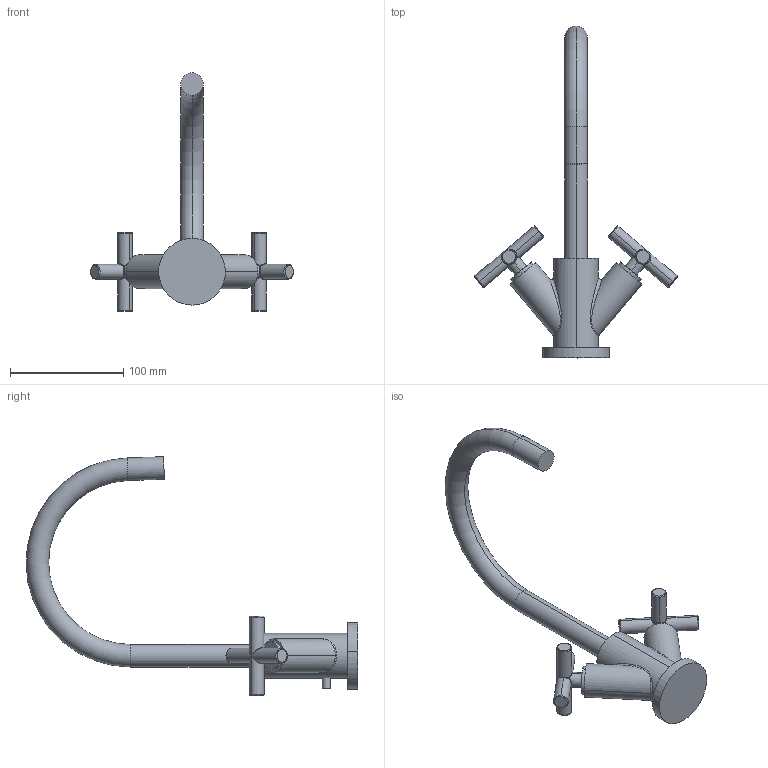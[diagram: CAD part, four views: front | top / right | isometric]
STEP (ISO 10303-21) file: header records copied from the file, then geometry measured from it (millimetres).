
FILE_DESCRIPTION (( 'STEP AP203' ), '1' );
FILE_NAME ('22513892-00.STEP', '2018-07-03T14:22:02', ( '' ), ( '' ), 'SwSTEP 2.0', 'SolidWorks 2017', '' );
FILE_SCHEMA (( 'CONFIG_CONTROL_DESIGN' ));
Length unit declared in the file: millimetre
Products named in the file (7): Planungsmodell_Auslauf-+-04.28.22.062.00.94-01_ _K20_20x112,5,R82,5<88x32,35; Planungsmodell_Rohr_gerade-+-28.568.780-10_ _K27_7x25; 22513892-00; Planungsmodell_Körper2-+-09.19.89.008.94-01_-; Planungsmodell_Rosette_rund-+-36.104.820-01_ _K22_59x9; Planungsmodell_Rohr_gerade-+-28.568.780-10_ _K100_24,5x2,85; Planungsmodell_Griff-+-09.20.89.003-01_ _K2
Assembly tree (8 placements, depth 2):
  22513892-00
    Planungsmodell_Körper2-+-09.19.89.008.94-01_-
    Planungsmodell_Rosette_rund-+-36.104.820-01_ _K22_59x9
    Planungsmodell_Rohr_gerade-+-28.568.780-10_ _K100_24,5x2,85  x2
    Planungsmodell_Griff-+-09.20.89.003-01_ _K2  x2
    Planungsmodell_Auslauf-+-04.28.22.062.00.94-01_ _K20_20x112,5,R82,5<88x32,35
    Planungsmodell_Rohr_gerade-+-28.568.780-10_ _K27_7x25
Bounding box: 179.76 x 293.49 x 211.07 mm (x, y, z)
Volume: 354552.6 mm3; surface area: 68597.6 mm2
Topology: 8 solids, 8 shells, 112 faces, 228 edges, 126 vertices
Faces by surface type: cylinder 38, plane 24, bspline 20, torus 18, sphere 8, cone 4
Entity records: 4549 total; most frequent: CARTESIAN_POINT 2375, DIRECTION 316, ORIENTED_EDGE 276, AXIS2_PLACEMENT_3D 144, EDGE_CURVE 138, VERTEX_POINT 81, CIRCLE 74, EDGE_LOOP 73
